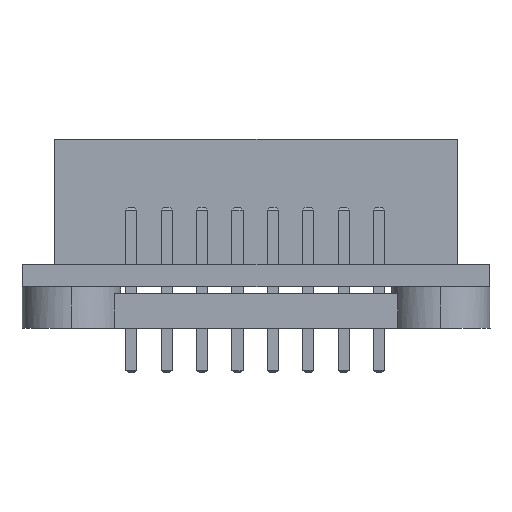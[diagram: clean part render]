
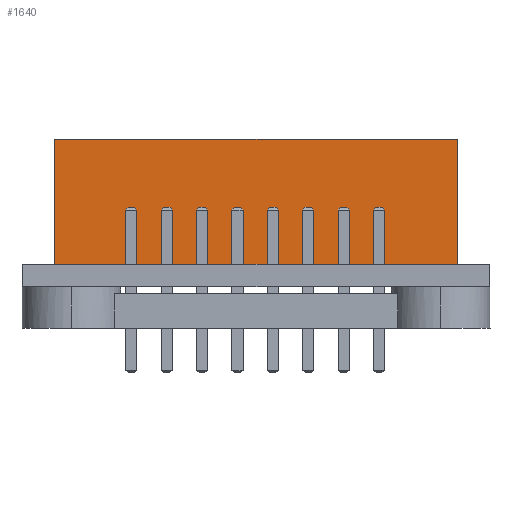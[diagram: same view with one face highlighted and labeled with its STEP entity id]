
A CAD part, left-side view. The second image highlights one B-rep face of the part: STEP entity #1640.
In plain terms, the highlighted planar face has unit normal (-1, 0, 0).
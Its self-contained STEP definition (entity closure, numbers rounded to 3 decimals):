
#345 = CARTESIAN_POINT ( 'NONE',  ( -78.2, 14.45, 4. ) ) ;
#576 = VERTEX_POINT ( 'NONE', #1928 ) ;
#706 = VERTEX_POINT ( 'NONE', #8929 ) ;
#922 = EDGE_CURVE ( 'NONE', #706, #1484, #4929, .T. ) ;
#978 = ORIENTED_EDGE ( 'NONE', *, *, #2905, .T. ) ;
#979 = PLANE ( 'NONE',  #1734 ) ;
#1187 = ORIENTED_EDGE ( 'NONE', *, *, #9139, .F. ) ;
#1246 = LINE ( 'NONE', #5855, #9542 ) ;
#1484 = VERTEX_POINT ( 'NONE', #9222 ) ;
#1640 = ADVANCED_FACE ( 'NONE', ( #8114 ), #979, .F. ) ;
#1734 = AXIS2_PLACEMENT_3D ( 'NONE', #5526, #2705, #10849 ) ;
#1928 = CARTESIAN_POINT ( 'NONE',  ( -78.2, 14.45, -5. ) ) ;
#2119 = DIRECTION ( 'NONE',  ( 0., -1., 0. ) ) ;
#2705 = DIRECTION ( 'NONE',  ( 1., 0., 0. ) ) ;
#2905 = EDGE_CURVE ( 'NONE', #576, #11076, #1246, .T. ) ;
#3310 = DIRECTION ( 'NONE',  ( 0., 0., -1. ) ) ;
#4201 = VECTOR ( 'NONE', #3310, 1000. ) ;
#4929 = LINE ( 'NONE', #11021, #5393 ) ;
#5393 = VECTOR ( 'NONE', #2119, 1000. ) ;
#5526 = CARTESIAN_POINT ( 'NONE',  ( -78.2, 14.45, 4. ) ) ;
#5662 = VECTOR ( 'NONE', #7415, 1000. ) ;
#5855 = CARTESIAN_POINT ( 'NONE',  ( -78.2, 14.45, -5. ) ) ;
#6228 = LINE ( 'NONE', #10364, #4201 ) ;
#6375 = EDGE_LOOP ( 'NONE', ( #978, #1187, #10691, #7260 ) ) ;
#6522 = CARTESIAN_POINT ( 'NONE',  ( -78.2, -14.45, -5. ) ) ;
#6684 = LINE ( 'NONE', #345, #5662 ) ;
#7260 = ORIENTED_EDGE ( 'NONE', *, *, #8339, .T. ) ;
#7415 = DIRECTION ( 'NONE',  ( 0., 0., -1. ) ) ;
#8114 = FACE_OUTER_BOUND ( 'NONE', #6375, .T. ) ;
#8339 = EDGE_CURVE ( 'NONE', #706, #576, #6684, .T. ) ;
#8929 = CARTESIAN_POINT ( 'NONE',  ( -78.2, 14.45, 4. ) ) ;
#9139 = EDGE_CURVE ( 'NONE', #1484, #11076, #6228, .T. ) ;
#9222 = CARTESIAN_POINT ( 'NONE',  ( -78.2, -14.45, 4. ) ) ;
#9542 = VECTOR ( 'NONE', #10961, 1000. ) ;
#10364 = CARTESIAN_POINT ( 'NONE',  ( -78.2, -14.45, 4. ) ) ;
#10691 = ORIENTED_EDGE ( 'NONE', *, *, #922, .F. ) ;
#10849 = DIRECTION ( 'NONE',  ( 0., 0., -1. ) ) ;
#10961 = DIRECTION ( 'NONE',  ( 0., -1., 0. ) ) ;
#11021 = CARTESIAN_POINT ( 'NONE',  ( -78.2, 14.45, 4. ) ) ;
#11076 = VERTEX_POINT ( 'NONE', #6522 ) ;
